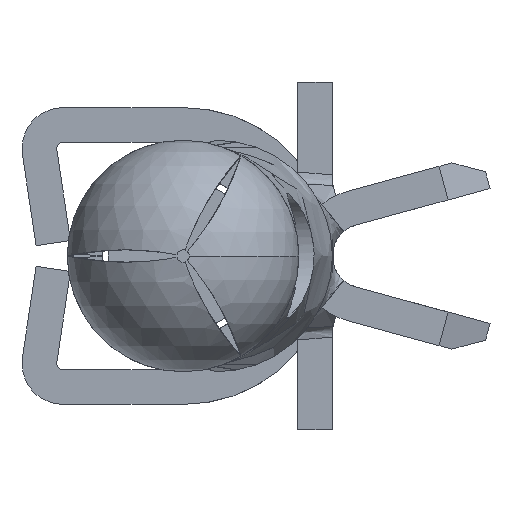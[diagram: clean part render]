
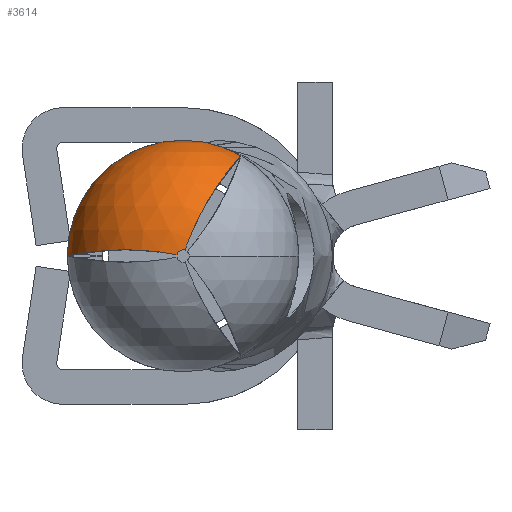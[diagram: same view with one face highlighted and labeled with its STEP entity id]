
A CAD part, left-side view. The second image highlights one B-rep face of the part: STEP entity #3614.
In plain terms, the highlighted spherical face has radius 2.369 mm.
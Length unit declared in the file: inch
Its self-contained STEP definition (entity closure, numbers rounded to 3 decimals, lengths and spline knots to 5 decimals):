
#23 = CARTESIAN_POINT ( 'NONE',  ( -0.0806, 0.04662, 0.005 ) ) ;
#79 = CARTESIAN_POINT ( 'NONE',  ( 0., 0.09325, 0. ) ) ;
#123 = CARTESIAN_POINT ( 'NONE',  ( -0.01183, -0.04623, 0.08033 ) ) ;
#163 = CARTESIAN_POINT ( 'NONE',  ( -0.04008, -0.04068, 0.07396 ) ) ;
#311 = DIRECTION ( 'NONE',  ( 0., 0., 1. ) ) ;
#447 = DIRECTION ( 'NONE',  ( -1., 0., 0. ) ) ;
#452 = DIRECTION ( 'NONE',  ( -1., 0., 0. ) ) ;
#456 = ORIENTED_EDGE ( 'NONE', *, *, #1254, .T. ) ;
#457 = CIRCLE ( 'NONE', #738, 0.005 ) ;
#491 = CIRCLE ( 'NONE', #3994, 0.005 ) ;
#544 = CARTESIAN_POINT ( 'NONE',  ( -0.09248, -0.00547, 0.01601 ) ) ;
#591 = EDGE_CURVE ( 'NONE', #3336, #5702, #491, .T. ) ;
#734 = EDGE_CURVE ( 'NONE', #4823, #5535, #5504, .T. ) ;
#738 = AXIS2_PLACEMENT_3D ( 'NONE', #1889, #5035, #2344 ) ;
#776 = CARTESIAN_POINT ( 'NONE',  ( 0., 0., 0.09325 ) ) ;
#818 = CARTESIAN_POINT ( 'NONE',  ( -0.09312, 0.0049, 0.001 ) ) ;
#930 = CARTESIAN_POINT ( 'NONE',  ( -0.09272, 0.01219, 0.00241 ) ) ;
#931 = CARTESIAN_POINT ( 'NONE',  ( -0.07655, 0.05363, 0.005 ) ) ;
#943 = CARTESIAN_POINT ( 'NONE',  ( 0., 0., 0. ) ) ;
#996 = CARTESIAN_POINT ( 'NONE',  ( 0., -0.04663, 0.08076 ) ) ;
#1013 = CARTESIAN_POINT ( 'NONE',  ( -0.08952, -0.01024, 0.02673 ) ) ;
#1104 = CARTESIAN_POINT ( 'NONE',  ( 0., -0.04663, 0.08076 ) ) ;
#1110 = EDGE_CURVE ( 'NONE', #5702, #5159, #2425, .T. ) ;
#1154 = ORIENTED_EDGE ( 'NONE', *, *, #591, .F. ) ;
#1216 = CARTESIAN_POINT ( 'NONE',  ( 0., 0.09325, 0. ) ) ;
#1254 = EDGE_CURVE ( 'NONE', #5011, #1267, #4303, .T. ) ;
#1267 = VERTEX_POINT ( 'NONE', #1216 ) ;
#1282 = CARTESIAN_POINT ( 'NONE',  ( -0.0806, 0.04662, 0.005 ) ) ;
#1404 = CARTESIAN_POINT ( 'NONE',  ( -0.07152, 0.06021, 0.00466 ) ) ;
#1880 = CARTESIAN_POINT ( 'NONE',  ( -0.05362, 0.07667, 0.00298 ) ) ;
#1889 = CARTESIAN_POINT ( 'NONE',  ( -0.09312, 0., 0. ) ) ;
#2035 = ORIENTED_EDGE ( 'NONE', *, *, #5226, .F. ) ;
#2217 = CARTESIAN_POINT ( 'NONE',  ( -0.09312, 0.0049, 0.001 ) ) ;
#2279 = B_SPLINE_CURVE_WITH_KNOTS ( 'NONE', 3,
 ( #4975, #931, #1404, #4553, #1880, #5016, #2332, #5455, #2788, #79 ),
 .UNSPECIFIED., .F., .F.,
 ( 4, 2, 2, 2, 4 ),
 ( 0.00112, 0.00173, 0.00235, 0.00297, 0.00358 ),
 .UNSPECIFIED. ) ;
#2332 = CARTESIAN_POINT ( 'NONE',  ( -0.03209, 0.08793, 0.0011 ) ) ;
#2344 = DIRECTION ( 'NONE',  ( 0., 0., -1. ) ) ;
#2382 = CARTESIAN_POINT ( 'NONE',  ( -0.08213, -0.01776, 0.04086 ) ) ;
#2401 = CARTESIAN_POINT ( 'NONE',  ( -0.07912, -0.02036, 0.04534 ) ) ;
#2407 = FACE_OUTER_BOUND ( 'NONE', #5443, .T. ) ;
#2425 = B_SPLINE_CURVE_WITH_KNOTS ( 'NONE', 3,
 ( #2217, #930, #4520, #5440, #5453, #1282 ),
 .UNSPECIFIED., .F., .F.,
 ( 4, 2, 4 ),
 ( 0., 0.00056, 0.00112 ),
 .UNSPECIFIED. ) ;
#2443 = CARTESIAN_POINT ( 'NONE',  ( -0.00597, -0.04663, 0.08076 ) ) ;
#2574 = DIRECTION ( 'NONE',  ( 0., 0., -1. ) ) ;
#2608 = DIRECTION ( 'NONE',  ( 0., 0., -1. ) ) ;
#2788 = CARTESIAN_POINT ( 'NONE',  ( -0.00821, 0.09325, 0. ) ) ;
#2832 = CARTESIAN_POINT ( 'NONE',  ( -0.07224, -0.02547, 0.05351 ) ) ;
#2844 = AXIS2_PLACEMENT_3D ( 'NONE', #943, #447, #311 ) ;
#2850 = CARTESIAN_POINT ( 'NONE',  ( -0.0291, -0.04359, 0.07736 ) ) ;
#2865 = CARTESIAN_POINT ( 'NONE',  ( -0.02337, -0.04472, 0.07864 ) ) ;
#3156 = CARTESIAN_POINT ( 'NONE',  ( 0., 0., 0. ) ) ;
#3275 = CARTESIAN_POINT ( 'NONE',  ( -0.06839, -0.02795, 0.0572 ) ) ;
#3336 = VERTEX_POINT ( 'NONE', #3768 ) ;
#3414 = CARTESIAN_POINT ( 'NONE',  ( -0.09312, -0.00158, 0.00474 ) ) ;
#3595 = DIRECTION ( 'NONE',  ( 0., 0., 1. ) ) ;
#3607 = AXIS2_PLACEMENT_3D ( 'NONE', #3156, #452, #3595 ) ;
#3614 = ADVANCED_FACE ( 'NONE', ( #2407 ), #3728, .T. ) ;
#3728 = SPHERICAL_SURFACE ( 'NONE', #4151, 0.09325 ) ;
#3768 = CARTESIAN_POINT ( 'NONE',  ( -0.09312, 0., 0.005 ) ) ;
#3994 = AXIS2_PLACEMENT_3D ( 'NONE', #5018, #4990, #2608 ) ;
#4151 = AXIS2_PLACEMENT_3D ( 'NONE', #4790, #2574, #5680 ) ;
#4183 = CARTESIAN_POINT ( 'NONE',  ( -0.05988, -0.03269, 0.06384 ) ) ;
#4237 = CARTESIAN_POINT ( 'NONE',  ( -0.04529, -0.03894, 0.07186 ) ) ;
#4303 = CIRCLE ( 'NONE', #2844, 0.09325 ) ;
#4520 = CARTESIAN_POINT ( 'NONE',  ( -0.09145, 0.01935, 0.00342 ) ) ;
#4553 = CARTESIAN_POINT ( 'NONE',  ( -0.06009, 0.07168, 0.00364 ) ) ;
#4554 = EDGE_CURVE ( 'NONE', #4823, #5011, #5608, .T. ) ;
#4763 = ORIENTED_EDGE ( 'NONE', *, *, #5411, .F. ) ;
#4790 = CARTESIAN_POINT ( 'NONE',  ( 0., 0., 0. ) ) ;
#4823 = VERTEX_POINT ( 'NONE', #1104 ) ;
#4903 = ORIENTED_EDGE ( 'NONE', *, *, #4554, .T. ) ;
#4975 = CARTESIAN_POINT ( 'NONE',  ( -0.0806, 0.04662, 0.005 ) ) ;
#4990 = DIRECTION ( 'NONE',  ( -1., 0., 0. ) ) ;
#5011 = VERTEX_POINT ( 'NONE', #776 ) ;
#5016 = CARTESIAN_POINT ( 'NONE',  ( -0.03954, 0.08483, 0.0017 ) ) ;
#5018 = CARTESIAN_POINT ( 'NONE',  ( -0.09312, 0., 0. ) ) ;
#5035 = DIRECTION ( 'NONE',  ( -1., 0., 0. ) ) ;
#5159 = VERTEX_POINT ( 'NONE', #23 ) ;
#5226 = EDGE_CURVE ( 'NONE', #5159, #1267, #2279, .T. ) ;
#5228 = CARTESIAN_POINT ( 'NONE',  ( -0.09312, -0.00158, 0.00474 ) ) ;
#5411 = EDGE_CURVE ( 'NONE', #5535, #3336, #457, .T. ) ;
#5440 = CARTESIAN_POINT ( 'NONE',  ( -0.08725, 0.03339, 0.00471 ) ) ;
#5443 = EDGE_LOOP ( 'NONE', ( #5606, #1154, #4763, #5812, #4903, #456, #2035 ) ) ;
#5453 = CARTESIAN_POINT ( 'NONE',  ( -0.08428, 0.04027, 0.005 ) ) ;
#5455 = CARTESIAN_POINT ( 'NONE',  ( -0.01636, 0.09217, 0.00024 ) ) ;
#5504 = B_SPLINE_CURVE_WITH_KNOTS ( 'NONE', 3,
 ( #996, #2443, #123, #2865, #2850, #163, #4237, #5506, #4183, #3275, #2832, #2401, #2382, #1013, #544, #5228 ),
 .UNSPECIFIED., .F., .F.,
 ( 4, 2, 2, 2, 2, 2, 2, 4 ),
 ( 0., 0.00045, 0.0009, 0.00134, 0.00179, 0.00224, 0.00269, 0.00358 ),
 .UNSPECIFIED. ) ;
#5506 = CARTESIAN_POINT ( 'NONE',  ( -0.05517, -0.03495, 0.06682 ) ) ;
#5535 = VERTEX_POINT ( 'NONE', #3414 ) ;
#5606 = ORIENTED_EDGE ( 'NONE', *, *, #1110, .F. ) ;
#5608 = CIRCLE ( 'NONE', #3607, 0.09325 ) ;
#5680 = DIRECTION ( 'NONE',  ( 0., 1., 0. ) ) ;
#5702 = VERTEX_POINT ( 'NONE', #818 ) ;
#5812 = ORIENTED_EDGE ( 'NONE', *, *, #734, .F. ) ;
